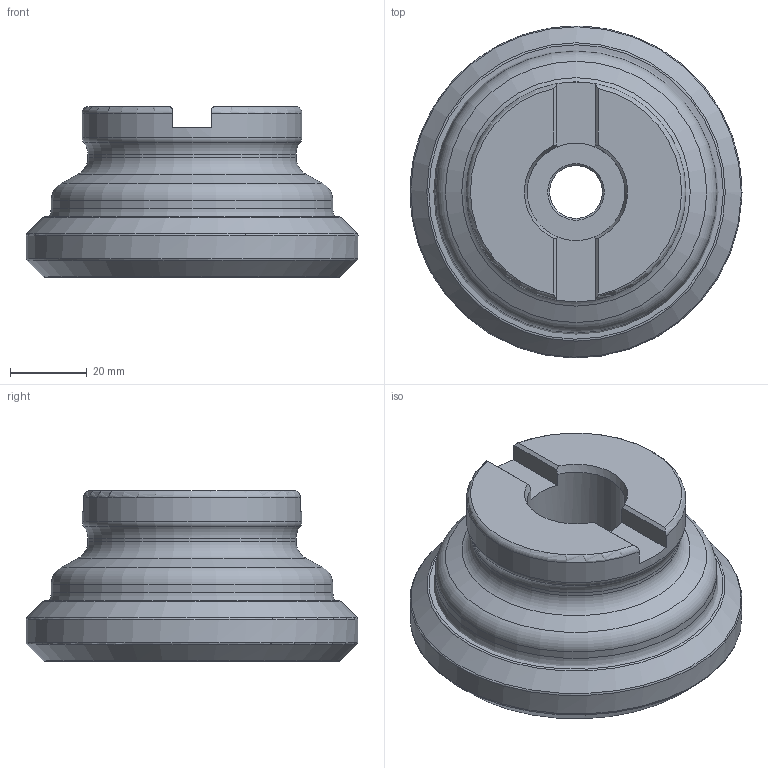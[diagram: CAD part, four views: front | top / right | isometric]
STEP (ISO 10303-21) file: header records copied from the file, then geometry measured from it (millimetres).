
FILE_DESCRIPTION(/* description */ (''),/* implementation_level */ '2;1');
FILE_NAME(/* name */ 'E-Catalogue-F43-ODMT06-D300Z6S100I.stp',/* time_stamp */ '2023-05-19T15:21:07+09:00',/* author */ (''),/* organization */ (''),/* preprocessor_version */ 'ST-DEVELOPER v16',/* originating_system */ 'SIEMENS PLM Software NX 10.0',/* authorisation */ '');
FILE_SCHEMA (('AP203_CONFIGURATION_CONTROLLED_3D_DESIGN_OF_MECHANICAL_PARTS_AND_ASSEMBLIES_MIM_LF { 1 0 10303 403 2 1 2}'));
Length unit declared in the file: millimetre
Products named in the file (1): 1022133874A4w6s0
Bounding box: 86.31 x 86.3 x 44.45 mm (x, y, z)
Volume: 133756.3 mm3; surface area: 32653.5 mm2
Topology: 1 solids, 2 shells, 66 faces, 189 edges, 143 vertices
Faces by surface type: revolution 22, plane 16, torus 14, cylinder 8, cone 6
Full cylindrical faces by diameter (mm): 13.7 x1, 21.8 x1, 25.4 x1, 26.4 x1, 54.15 x1, 57.15 x1, 73.2 x1, 84.221 x1
Entity records: 1944 total; most frequent: CARTESIAN_POINT 556, DIRECTION 262, ORIENTED_EDGE 194, EDGE_LOOP 116, AXIS2_PLACEMENT_3D 106, FACE_BOUND 100, EDGE_CURVE 97, VERTEX_POINT 81
